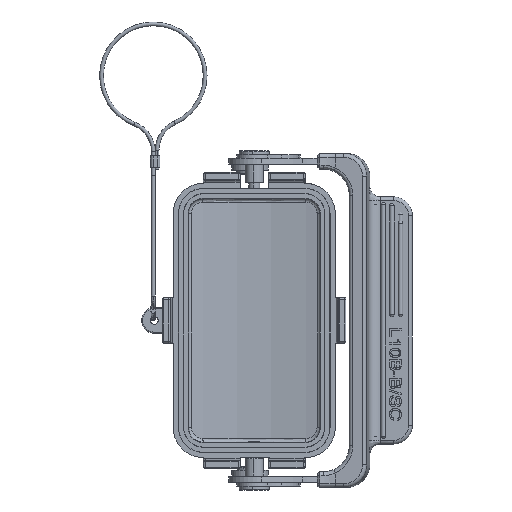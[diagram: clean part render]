
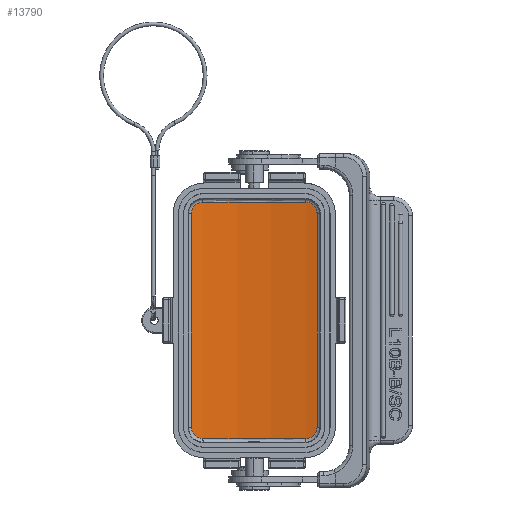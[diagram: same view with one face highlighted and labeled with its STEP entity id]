
A CAD part, front view. The second image highlights one B-rep face of the part: STEP entity #13790.
In plain terms, the highlighted cylindrical face has radius 77.4 mm (diameter 154.8 mm), a partial arc.
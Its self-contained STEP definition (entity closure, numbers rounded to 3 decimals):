
#486=CARTESIAN_POINT('',(16.68,2.781,-28.35));
#487=CARTESIAN_POINT('',(16.68,2.781,-28.571));
#488=CARTESIAN_POINT('',(16.632,2.792,-29.005));
#489=CARTESIAN_POINT('',(16.411,2.84,-29.646));
#490=CARTESIAN_POINT('',(16.047,2.919,-30.226));
#491=CARTESIAN_POINT('',(15.557,3.021,-30.717));
#492=CARTESIAN_POINT('',(14.969,3.14,-31.082));
#493=CARTESIAN_POINT('',(14.312,3.266,-31.31));
#494=CARTESIAN_POINT('',(13.859,3.349,-31.359));
#495=CARTESIAN_POINT('',(13.626,3.391,-31.359));
#511=CARTESIAN_POINT('',(13.626,3.391,-31.359));
#512=CARTESIAN_POINT('',(4.639,4.997,-31.345));
#513=CARTESIAN_POINT('',(-4.639,4.997,-31.345));
#514=CARTESIAN_POINT('',(-13.626,3.391,-31.359));
#530=CARTESIAN_POINT('',(-13.626,3.391,-31.359));
#531=CARTESIAN_POINT('',(-13.86,3.349,-31.359));
#532=CARTESIAN_POINT('',(-14.315,3.266,-31.309));
#533=CARTESIAN_POINT('',(-14.974,3.139,-31.08));
#534=CARTESIAN_POINT('',(-15.566,3.019,-30.711));
#535=CARTESIAN_POINT('',(-16.06,2.916,-30.212));
#536=CARTESIAN_POINT('',(-16.419,2.839,-29.63));
#537=CARTESIAN_POINT('',(-16.633,2.792,-28.995));
#538=CARTESIAN_POINT('',(-16.68,2.781,-28.567));
#539=CARTESIAN_POINT('',(-16.68,2.781,-28.35));
#5266=DIRECTION('',(0.,0.,-1.));
#5267=VECTOR('',#5266,56.7);
#5268=CARTESIAN_POINT('',(16.68,2.781,28.35));
#5269=LINE('',#5268,#5267);
#5274=DIRECTION('',(0.,0.,1.));
#5275=VECTOR('',#5274,56.7);
#5276=CARTESIAN_POINT('',(-16.68,2.781,
-28.35));
#5277=LINE('',#5276,#5275);
#5358=CARTESIAN_POINT('',(13.626,3.391,31.359));
#5359=CARTESIAN_POINT('',(13.86,3.349,31.359));
#5360=CARTESIAN_POINT('',(14.315,3.266,31.309));
#5361=CARTESIAN_POINT('',(14.974,3.139,31.08));
#5362=CARTESIAN_POINT('',(15.566,3.019,30.711));
#5363=CARTESIAN_POINT('',(16.06,2.916,30.212));
#5364=CARTESIAN_POINT('',(16.419,2.839,29.63));
#5365=CARTESIAN_POINT('',(16.633,2.792,28.995));
#5366=CARTESIAN_POINT('',(16.68,2.781,28.567));
#5367=CARTESIAN_POINT('',(16.68,2.781,28.35));
#5378=CARTESIAN_POINT('',(-13.626,3.391,31.359));
#5379=CARTESIAN_POINT('',(-4.639,4.997,31.345));
#5380=CARTESIAN_POINT('',(4.639,4.997,31.345));
#5381=CARTESIAN_POINT('',(13.626,3.391,31.359));
#5392=CARTESIAN_POINT('',(-16.68,2.781,28.35));
#5393=CARTESIAN_POINT('',(-16.68,2.781,28.571));
#5394=CARTESIAN_POINT('',(-16.632,2.792,29.005));
#5395=CARTESIAN_POINT('',(-16.411,2.84,29.646));
#5396=CARTESIAN_POINT('',(-16.047,2.919,30.226));
#5397=CARTESIAN_POINT('',(-15.557,3.021,30.717));
#5398=CARTESIAN_POINT('',(-14.969,3.14,31.082));
#5399=CARTESIAN_POINT('',(-14.312,3.266,31.31));
#5400=CARTESIAN_POINT('',(-13.859,3.349,31.359));
#5401=CARTESIAN_POINT('',(-13.626,3.391,31.359));
#6184=VERTEX_POINT('',#511);
#6185=VERTEX_POINT('',#514);
#6186=CARTESIAN_POINT('',(-16.68,2.781,
-28.35));
#6187=CARTESIAN_POINT('',(-16.68,2.781,28.35));
#6188=VERTEX_POINT('',#6186);
#6189=VERTEX_POINT('',#6187);
#6192=VERTEX_POINT('',#486);
#6196=CARTESIAN_POINT('',(16.68,2.781,28.35));
#6197=VERTEX_POINT('',#6196);
#6200=VERTEX_POINT('',#5401);
#6203=VERTEX_POINT('',#5358);
#13771=CARTESIAN_POINT('',(0.,-72.8,-35.05));
#13772=DIRECTION('',(0.,0.,1.));
#13773=DIRECTION('',(1.,0.,0.));
#13774=AXIS2_PLACEMENT_3D('',#13771,#13772,#13773);
#13775=CYLINDRICAL_SURFACE('',#13774,77.4);
#13776=ORIENTED_EDGE('',*,*,#13764,.T.);
#13777=ORIENTED_EDGE('',*,*,#6819,.T.);
#13778=ORIENTED_EDGE('',*,*,#6850,.T.);
#13779=ORIENTED_EDGE('',*,*,#6885,.T.);
#13781=ORIENTED_EDGE('',*,*,#13780,.T.);
#13783=ORIENTED_EDGE('',*,*,#13782,.T.);
#13785=ORIENTED_EDGE('',*,*,#13784,.T.);
#13787=ORIENTED_EDGE('',*,*,#13786,.T.);
#13788=EDGE_LOOP('',(#13776,#13777,#13778,#13779,#13781,#13783,#13785,#13787));
#13789=FACE_OUTER_BOUND('',#13788,.F.);
#496=B_SPLINE_CURVE_WITH_KNOTS('',3,(#486,#487,#488,#489,#490,#491,#492,#493,
#494,#495),.UNSPECIFIED.,.F.,.F.,(4,1,1,1,1,1,1,4),(0.,0.143,
0.286,0.429,0.571,0.714,
0.857,1.),.UNSPECIFIED.);
#515=B_SPLINE_CURVE_WITH_KNOTS('',3,(#511,#512,#513,#514),.UNSPECIFIED.,.F.,.F.,
(4,4),(0.,1.),.UNSPECIFIED.);
#540=B_SPLINE_CURVE_WITH_KNOTS('',3,(#530,#531,#532,#533,#534,#535,#536,#537,
#538,#539),.UNSPECIFIED.,.F.,.F.,(4,1,1,1,1,1,1,4),(0.,0.143,
0.286,0.429,0.571,0.714,
0.857,1.),.UNSPECIFIED.);
#5368=B_SPLINE_CURVE_WITH_KNOTS('',3,(#5358,#5359,#5360,#5361,#5362,#5363,#5364,
#5365,#5366,#5367),.UNSPECIFIED.,.F.,.F.,(4,1,1,1,1,1,1,4),(0.,
0.143,0.286,0.429,0.571,
0.714,0.857,1.),.UNSPECIFIED.);
#5382=B_SPLINE_CURVE_WITH_KNOTS('',3,(#5378,#5379,#5380,#5381),.UNSPECIFIED.,
.F.,.F.,(4,4),(0.,1.),.UNSPECIFIED.);
#5402=B_SPLINE_CURVE_WITH_KNOTS('',3,(#5392,#5393,#5394,#5395,#5396,#5397,#5398,
#5399,#5400,#5401),.UNSPECIFIED.,.F.,.F.,(4,1,1,1,1,1,1,4),(0.,
0.143,0.286,0.429,0.571,
0.714,0.857,1.),.UNSPECIFIED.);
#6819=EDGE_CURVE('',#6192,#6184,#496,.T.);
#6850=EDGE_CURVE('',#6184,#6185,#515,.T.);
#6885=EDGE_CURVE('',#6185,#6188,#540,.T.);
#13764=EDGE_CURVE('',#6197,#6192,#5269,.T.);
#13780=EDGE_CURVE('',#6188,#6189,#5277,.T.);
#13782=EDGE_CURVE('',#6189,#6200,#5402,.T.);
#13784=EDGE_CURVE('',#6200,#6203,#5382,.T.);
#13786=EDGE_CURVE('',#6203,#6197,#5368,.T.);
#13790=ADVANCED_FACE('',(#13789),#13775,.F.);
